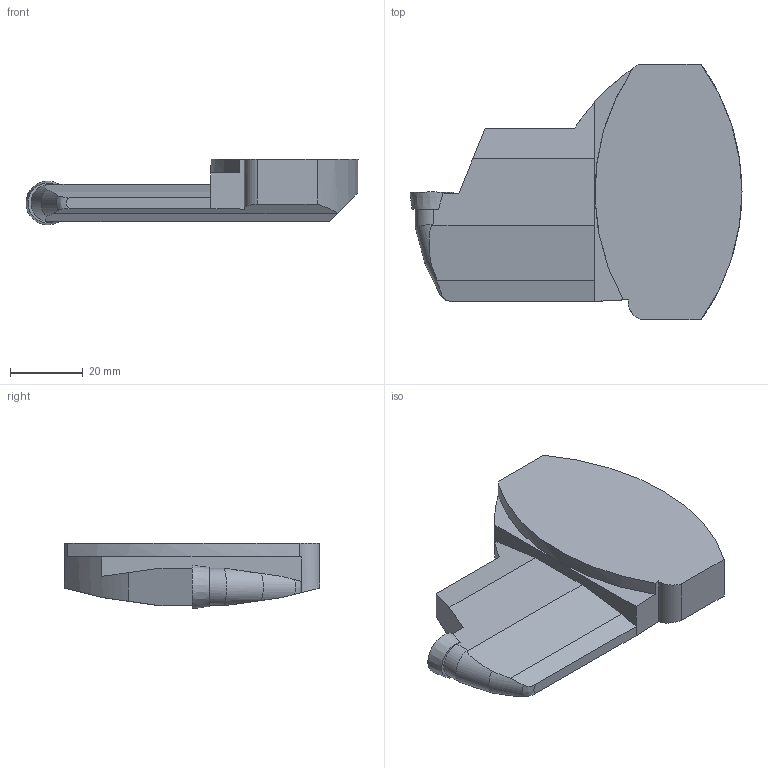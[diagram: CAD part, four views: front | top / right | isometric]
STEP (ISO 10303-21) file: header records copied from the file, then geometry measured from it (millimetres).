
FILE_DESCRIPTION(/* description */ (''),/* implementation_level */ '2;1');
FILE_NAME(/* name */ '1540360370221.stp',/* time_stamp */ '2018-10-24T11:23:13+06:00',/* author */ (''),/* organization */ ('SMS'),/* preprocessor_version */ 'ST-DEVELOPER v15',/* originating_system */ 'SIEMENS PLM Software NX 8.5',/* authorisation */ '');
FILE_SCHEMA (('AUTOMOTIVE_DESIGN { 1 0 10303 214 3 1 1 1 }'));
Length unit declared in the file: millimetre
Products named in the file (4): ASSEMBLY_CONSTRUCTION; IsoTurningInsert; 201942738mod000_00; 201942737mod000_00
Assembly tree (3 placements, depth 2):
  201942737mod000_00
    201942738mod000_00
    IsoTurningInsert
    ASSEMBLY_CONSTRUCTION
Bounding box: 91.08 x 70 x 17.98 mm (x, y, z)
Volume: 54824.6 mm3; surface area: 12545.3 mm2
Topology: 2 solids, 2 shells, 43 faces, 108 edges, 76 vertices
Faces by surface type: plane 25, cylinder 9, cone 4, torus 4, bspline 1
Full cylindrical faces by diameter (mm): 4.4 x2
Entity records: 1456 total; most frequent: CARTESIAN_POINT 280, DIRECTION 232, ORIENTED_EDGE 194, EDGE_CURVE 97, AXIS2_PLACEMENT_3D 89, VERTEX_POINT 68, EDGE_LOOP 55, LINE 54
